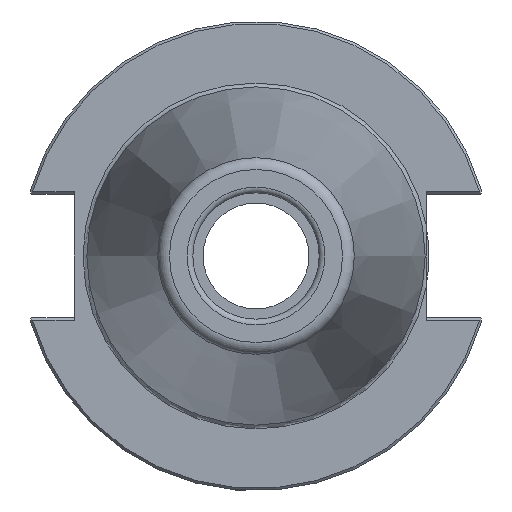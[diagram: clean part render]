
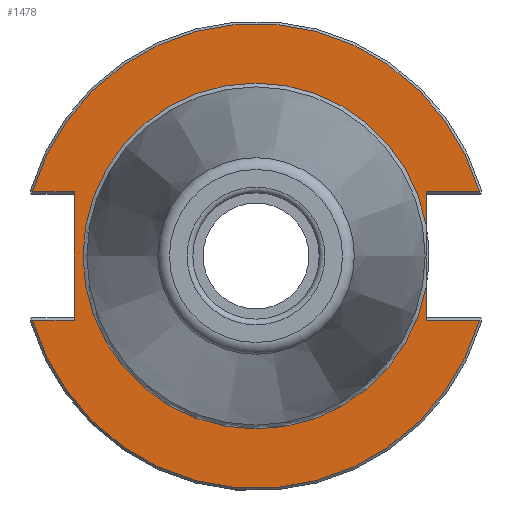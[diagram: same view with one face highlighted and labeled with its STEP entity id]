
A CAD part, left-side view. The second image highlights one B-rep face of the part: STEP entity #1478.
In plain terms, the highlighted planar face has unit normal (-1, 0, 0).
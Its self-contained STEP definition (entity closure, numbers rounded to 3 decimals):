
#105=LINE('',#2528,#184);
#108=LINE('',#2587,#187);
#109=LINE('',#2593,#188);
#110=LINE('',#2595,#189);
#111=LINE('',#2599,#190);
#112=LINE('',#2601,#191);
#113=LINE('',#2602,#192);
#184=VECTOR('',#1862,10.);
#187=VECTOR('',#1881,10.);
#188=VECTOR('',#1886,10.);
#189=VECTOR('',#1887,10.);
#190=VECTOR('',#1890,10.);
#191=VECTOR('',#1891,10.);
#192=VECTOR('',#1892,10.);
#302=FACE_OUTER_BOUND('',#383,.T.);
#383=EDGE_LOOP('',(#1087,#1088,#1089,#1090,#1091,#1092,#1093,#1094,#1095,
#1096,#1097));
#475=CIRCLE('',#1603,48.249);
#477=CIRCLE('',#1606,35.899);
#478=CIRCLE('',#1607,35.899);
#479=CIRCLE('',#1608,48.249);
#619=VERTEX_POINT('',#2525);
#620=VERTEX_POINT('',#2527);
#628=VERTEX_POINT('',#2574);
#631=VERTEX_POINT('',#2586);
#632=VERTEX_POINT('',#2588);
#633=VERTEX_POINT('',#2590);
#634=VERTEX_POINT('',#2592);
#635=VERTEX_POINT('',#2594);
#636=VERTEX_POINT('',#2596);
#637=VERTEX_POINT('',#2598);
#638=VERTEX_POINT('',#2600);
#799=EDGE_CURVE('',#619,#620,#105,.T.);
#811=EDGE_CURVE('',#620,#628,#475,.T.);
#815=EDGE_CURVE('',#619,#631,#108,.T.);
#816=EDGE_CURVE('',#631,#632,#477,.T.);
#817=EDGE_CURVE('',#632,#633,#478,.T.);
#818=EDGE_CURVE('',#633,#634,#109,.T.);
#819=EDGE_CURVE('',#635,#634,#110,.T.);
#820=EDGE_CURVE('',#636,#635,#479,.T.);
#821=EDGE_CURVE('',#637,#636,#111,.T.);
#822=EDGE_CURVE('',#637,#638,#112,.T.);
#823=EDGE_CURVE('',#628,#638,#113,.T.);
#1087=ORIENTED_EDGE('',*,*,#799,.F.);
#1088=ORIENTED_EDGE('',*,*,#815,.T.);
#1089=ORIENTED_EDGE('',*,*,#816,.T.);
#1090=ORIENTED_EDGE('',*,*,#817,.T.);
#1091=ORIENTED_EDGE('',*,*,#818,.T.);
#1092=ORIENTED_EDGE('',*,*,#819,.F.);
#1093=ORIENTED_EDGE('',*,*,#820,.F.);
#1094=ORIENTED_EDGE('',*,*,#821,.F.);
#1095=ORIENTED_EDGE('',*,*,#822,.T.);
#1096=ORIENTED_EDGE('',*,*,#823,.F.);
#1097=ORIENTED_EDGE('',*,*,#811,.F.);
#1433=PLANE('',#1605);
#1478=ADVANCED_FACE('',(#302),#1433,.T.);
#1603=AXIS2_PLACEMENT_3D('',#2575,#1875,#1876);
#1605=AXIS2_PLACEMENT_3D('',#2585,#1879,#1880);
#1606=AXIS2_PLACEMENT_3D('',#2589,#1882,#1883);
#1607=AXIS2_PLACEMENT_3D('',#2591,#1884,#1885);
#1608=AXIS2_PLACEMENT_3D('',#2597,#1888,#1889);
#1862=DIRECTION('',(0.,-1.,0.));
#1875=DIRECTION('center_axis',(1.,0.,0.));
#1876=DIRECTION('ref_axis',(0.,0.,-1.));
#1879=DIRECTION('center_axis',(-1.,0.,0.));
#1880=DIRECTION('ref_axis',(0.,0.,1.));
#1881=DIRECTION('',(0.,0.,1.));
#1882=DIRECTION('center_axis',(1.,0.,0.));
#1883=DIRECTION('ref_axis',(0.,0.,-1.));
#1884=DIRECTION('center_axis',(1.,0.,0.));
#1885=DIRECTION('ref_axis',(0.,0.,-1.));
#1886=DIRECTION('',(0.,0.,1.));
#1887=DIRECTION('',(0.,1.,0.));
#1888=DIRECTION('center_axis',(1.,0.,0.));
#1889=DIRECTION('ref_axis',(0.,0.,-1.));
#1890=DIRECTION('',(0.,1.,0.));
#1891=DIRECTION('',(0.,0.,-1.));
#1892=DIRECTION('',(0.,-1.,0.));
#2525=CARTESIAN_POINT('',(3.175,-35.3,-13.325));
#2527=CARTESIAN_POINT('',(3.175,-46.373,-13.325));
#2528=CARTESIAN_POINT('',(3.175,-13.707,-13.325));
#2574=CARTESIAN_POINT('',(3.175,46.373,-13.325));
#2575=CARTESIAN_POINT('Origin',(3.175,0.,0.));
#2585=CARTESIAN_POINT('Origin',(3.175,48.249,0.));
#2586=CARTESIAN_POINT('',(3.175,-35.3,-6.533));
#2587=CARTESIAN_POINT('',(3.175,-35.3,-6.413));
#2588=CARTESIAN_POINT('',(3.175,0.,35.899));
#2589=CARTESIAN_POINT('Origin',(3.175,0.,0.));
#2590=CARTESIAN_POINT('',(3.175,-35.3,6.533));
#2591=CARTESIAN_POINT('Origin',(3.175,0.,0.));
#2592=CARTESIAN_POINT('',(3.175,-35.3,13.325));
#2593=CARTESIAN_POINT('',(3.175,-35.3,-6.413));
#2594=CARTESIAN_POINT('',(3.175,-46.373,13.325));
#2595=CARTESIAN_POINT('',(3.175,6.475,13.325));
#2596=CARTESIAN_POINT('',(3.175,46.373,13.325));
#2597=CARTESIAN_POINT('Origin',(3.175,0.,0.));
#2598=CARTESIAN_POINT('',(3.175,37.7,13.325));
#2599=CARTESIAN_POINT('',(3.175,61.395,13.325));
#2600=CARTESIAN_POINT('',(3.175,37.7,-13.325));
#2601=CARTESIAN_POINT('',(3.175,37.7,6.413));
#2602=CARTESIAN_POINT('',(3.175,42.975,-13.325));
